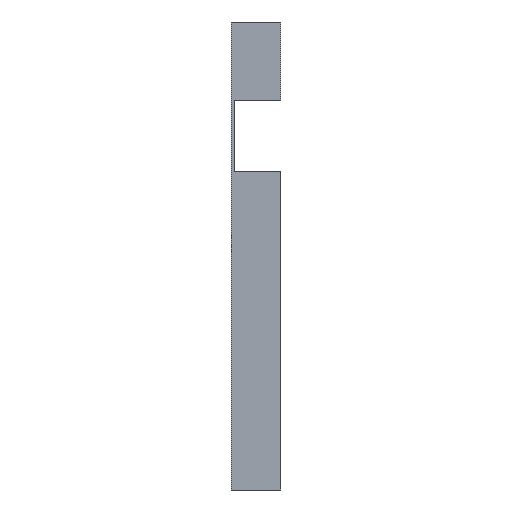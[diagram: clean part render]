
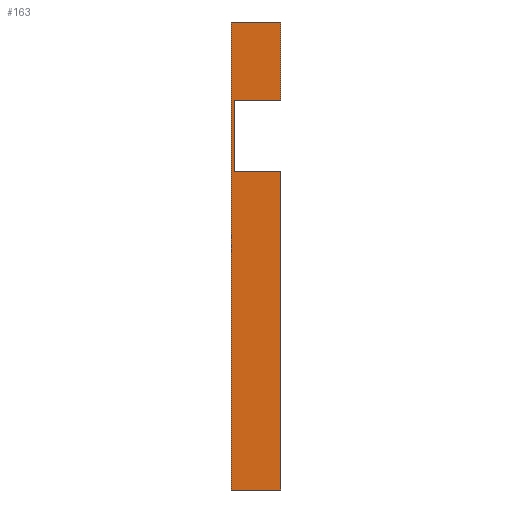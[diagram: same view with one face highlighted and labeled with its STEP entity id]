
A CAD part, front view. The second image highlights one B-rep face of the part: STEP entity #163.
In plain terms, the highlighted planar face has unit normal (0, -1, 0).
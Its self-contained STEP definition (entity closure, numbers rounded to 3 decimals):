
#20=PLANE('',#192);
#29=FACE_OUTER_BOUND('',#38,.T.);
#38=EDGE_LOOP('',(#144,#145,#146,#147,#148,#149,#150,#151));
#45=LINE('',#244,#60);
#47=LINE('',#252,#62);
#49=LINE('',#257,#64);
#51=LINE('',#263,#66);
#53=LINE('',#269,#68);
#55=LINE('',#275,#70);
#57=LINE('',#280,#72);
#59=LINE('',#283,#74);
#60=VECTOR('',#197,10.);
#62=VECTOR('',#205,10.);
#64=VECTOR('',#209,10.);
#66=VECTOR('',#215,10.);
#68=VECTOR('',#221,10.);
#70=VECTOR('',#227,10.);
#72=VECTOR('',#233,10.);
#74=VECTOR('',#237,10.);
#75=VERTEX_POINT('',#242);
#76=VERTEX_POINT('',#243);
#79=VERTEX_POINT('',#251);
#80=VERTEX_POINT('',#255);
#81=VERTEX_POINT('',#256);
#83=VERTEX_POINT('',#262);
#85=VERTEX_POINT('',#268);
#87=VERTEX_POINT('',#274);
#89=EDGE_CURVE('',#75,#76,#45,.T.);
#93=EDGE_CURVE('',#76,#79,#47,.T.);
#95=EDGE_CURVE('',#80,#81,#49,.T.);
#98=EDGE_CURVE('',#83,#80,#51,.T.);
#101=EDGE_CURVE('',#85,#83,#53,.T.);
#104=EDGE_CURVE('',#85,#87,#55,.T.);
#107=EDGE_CURVE('',#75,#87,#57,.T.);
#109=EDGE_CURVE('',#81,#79,#59,.T.);
#144=ORIENTED_EDGE('',*,*,#107,.F.);
#145=ORIENTED_EDGE('',*,*,#89,.T.);
#146=ORIENTED_EDGE('',*,*,#93,.T.);
#147=ORIENTED_EDGE('',*,*,#109,.F.);
#148=ORIENTED_EDGE('',*,*,#95,.F.);
#149=ORIENTED_EDGE('',*,*,#98,.F.);
#150=ORIENTED_EDGE('',*,*,#101,.F.);
#151=ORIENTED_EDGE('',*,*,#104,.T.);
#163=ADVANCED_FACE('',(#29),#20,.F.);
#192=AXIS2_PLACEMENT_3D('',#284,#238,#239);
#197=DIRECTION('',(0.,0.,1.));
#205=DIRECTION('',(-1.,0.,0.));
#209=DIRECTION('',(-1.,0.,0.));
#215=DIRECTION('',(0.,0.,-1.));
#221=DIRECTION('',(1.,0.,0.));
#227=DIRECTION('',(0.,0.,1.));
#233=DIRECTION('',(-1.,0.,0.));
#237=DIRECTION('',(0.,0.,1.));
#238=DIRECTION('center_axis',(0.,1.,0.));
#239=DIRECTION('ref_axis',(1.,0.,0.));
#242=CARTESIAN_POINT('',(12.7,0.,18.4));
#243=CARTESIAN_POINT('',(12.7,0.,38.4));
#244=CARTESIAN_POINT('',(12.7,0.,18.4));
#251=CARTESIAN_POINT('',(0.,0.,38.4));
#252=CARTESIAN_POINT('',(12.7,0.,38.4));
#255=CARTESIAN_POINT('',(12.7,0.,-81.6));
#256=CARTESIAN_POINT('',(0.,0.,-81.6));
#257=CARTESIAN_POINT('',(12.7,0.,-81.6));
#262=CARTESIAN_POINT('',(12.7,0.,0.));
#263=CARTESIAN_POINT('',(12.7,0.,0.));
#268=CARTESIAN_POINT('',(0.75,0.,0.));
#269=CARTESIAN_POINT('',(0.75,0.,0.));
#274=CARTESIAN_POINT('',(0.75,0.,18.4));
#275=CARTESIAN_POINT('',(0.75,0.,0.));
#280=CARTESIAN_POINT('',(12.7,0.,18.4));
#283=CARTESIAN_POINT('',(0.,0.,-81.6));
#284=CARTESIAN_POINT('Origin',(6.35,0.,-21.6));
